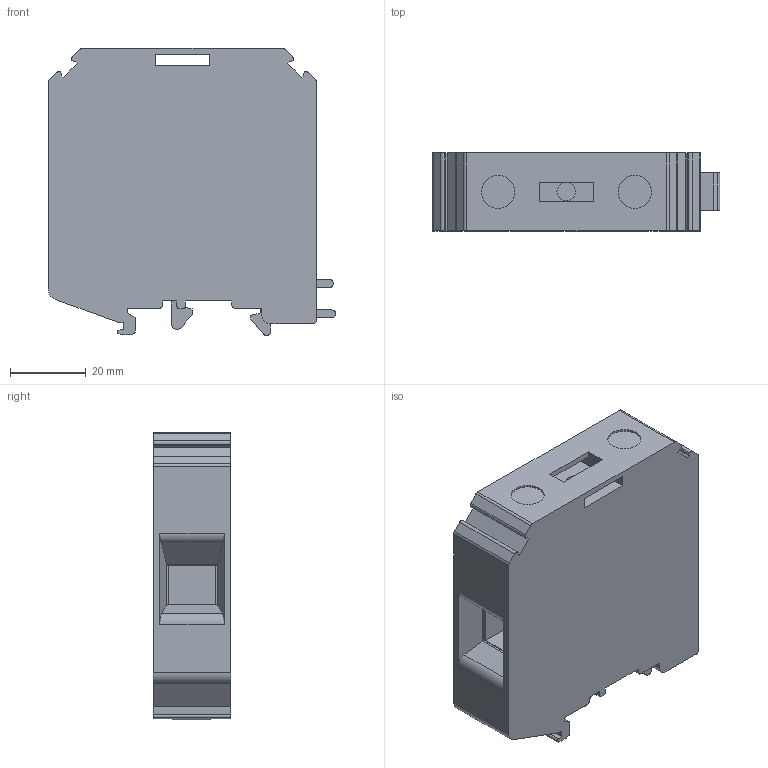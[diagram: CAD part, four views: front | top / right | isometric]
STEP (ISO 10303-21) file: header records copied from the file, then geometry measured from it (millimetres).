
FILE_DESCRIPTION(/* description */ ('Unknown'),/* implementation_level */ '2;1');
FILE_NAME(/* name */ 'KUT50_GY_3D',/* time_stamp */ '2019-09-23T15:45:40+05:00',/* author */ ('Unknown'),/* organization */ ('Unknown'),/* preprocessor_version */ 'ST-DEVELOPER v16.7',/* originating_system */ 'DEX',/* authorisation */ $);
FILE_SCHEMA (('AUTOMOTIVE_DESIGN {1 0 10303 214 3 1 1}'));
Length unit declared in the file: millimetre
Products named in the file (1): KUT50
Bounding box: 76.05 x 20.55 x 76 mm (x, y, z)
Volume: 90489.4 mm3; surface area: 19490.6 mm2
Topology: 1 solids, 1 shells, 138 faces, 384 edges, 256 vertices
Faces by surface type: plane 97, cylinder 35, bspline 4, cone 2
Full cylindrical faces by diameter (mm): 4.917 x1, 8.76 x2
Entity records: 5431 total; most frequent: CARTESIAN_POINT 856, ORIENTED_EDGE 762, DIRECTION 711, EDGE_CURVE 381, LINE 297, VECTOR 297, VERTEX_POINT 256, AXIS2_PLACEMENT_3D 207
